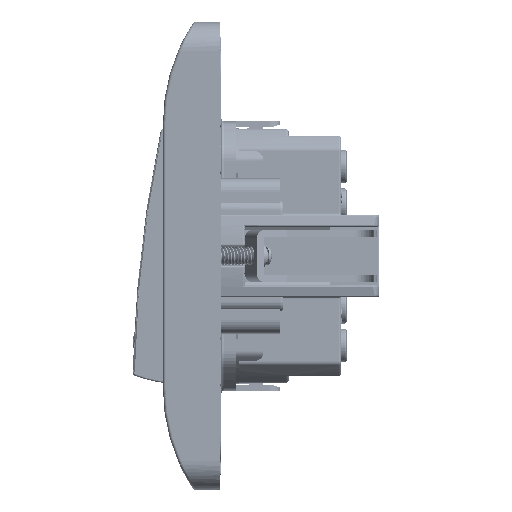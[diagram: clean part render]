
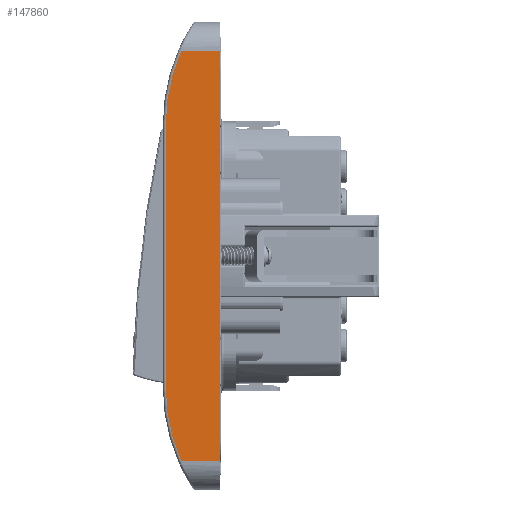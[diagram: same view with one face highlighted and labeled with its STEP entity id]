
A CAD part, left-side view. The second image highlights one B-rep face of the part: STEP entity #147860.
In plain terms, the highlighted planar face has unit normal (-1, 0, 0).
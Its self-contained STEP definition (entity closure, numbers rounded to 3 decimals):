
#139865=DIRECTION('',(0.,0.,-1.));
#139866=VECTOR('',#139865,45.33);
#139867=CARTESIAN_POINT('',(-40.,8.,22.665));
#139868=LINE('',#139867,#139866);
#139873=CARTESIAN_POINT('',(-40.,-22.5,22.665));
#139874=DIRECTION('',(1.,0.,0.));
#139875=DIRECTION('',(0.,1.,0.));
#139876=AXIS2_PLACEMENT_3D('',#139873,#139874,#139875);
#139878=DIRECTION('',(0.,0.,-1.));
#139879=VECTOR('',#139878,70.);
#139880=CARTESIAN_POINT('',(-40.,-1.3,35.));
#139881=LINE('',#139880,#139879);
#139882=CARTESIAN_POINT('',(-40.,-22.5,-22.665));
#139883=DIRECTION('',(1.,0.,0.));
#139884=DIRECTION('',(0.,0.915,-0.404));
#139885=AXIS2_PLACEMENT_3D('',#139882,#139883,#139884);
#140012=DIRECTION('',(0.,-1.,
0.));
#140013=VECTOR('',#140012,6.694);
#140014=CARTESIAN_POINT('',(-40.,5.394,
-35.));
#140015=LINE('',#140014,#140013);
#140168=DIRECTION('',(0.,1.,0.));
#140169=VECTOR('',#140168,6.694);
#140170=CARTESIAN_POINT('',(-40.,-1.3,35.));
#140171=LINE('',#140170,#140169);
#146309=CARTESIAN_POINT('',(-40.,8.,22.665));
#146310=CARTESIAN_POINT('',(-40.,8.,-22.665));
#146311=VERTEX_POINT('',#146309);
#146312=VERTEX_POINT('',#146310);
#146313=CARTESIAN_POINT('',(-40.,5.394,35.));
#146314=VERTEX_POINT('',#146313);
#146315=CARTESIAN_POINT('',(-40.,-1.3,35.));
#146316=VERTEX_POINT('',#146315);
#146317=CARTESIAN_POINT('',(-40.,-1.3,-35.));
#146318=VERTEX_POINT('',#146317);
#146319=CARTESIAN_POINT('',(-40.,5.394,
-35.));
#146320=VERTEX_POINT('',#146319);
#147842=CARTESIAN_POINT('',(-40.,3.5,0.));
#147843=DIRECTION('',(1.,0.,0.));
#147844=DIRECTION('',(0.,0.,-1.));
#147845=AXIS2_PLACEMENT_3D('',#147842,#147843,#147844);
#147846=PLANE('',#147845);
#147847=ORIENTED_EDGE('',*,*,#147832,.F.);
#147849=ORIENTED_EDGE('',*,*,#147848,.T.);
#147851=ORIENTED_EDGE('',*,*,#147850,.F.);
#147853=ORIENTED_EDGE('',*,*,#147852,.T.);
#147855=ORIENTED_EDGE('',*,*,#147854,.F.);
#147857=ORIENTED_EDGE('',*,*,#147856,.T.);
#147858=EDGE_LOOP('',(#147847,#147849,#147851,#147853,#147855,#147857));
#147859=FACE_OUTER_BOUND('',#147858,.F.);
#139877=CIRCLE('',#139876,30.5);
#139886=CIRCLE('',#139885,30.5);
#147832=EDGE_CURVE('',#146311,#146312,#139868,.T.);
#147848=EDGE_CURVE('',#146311,#146314,#139877,.T.);
#147850=EDGE_CURVE('',#146316,#146314,#140171,.T.);
#147852=EDGE_CURVE('',#146316,#146318,#139881,.T.);
#147854=EDGE_CURVE('',#146320,#146318,#140015,.T.);
#147856=EDGE_CURVE('',#146320,#146312,#139886,.T.);
#147860=ADVANCED_FACE('',(#147859),#147846,.F.);
